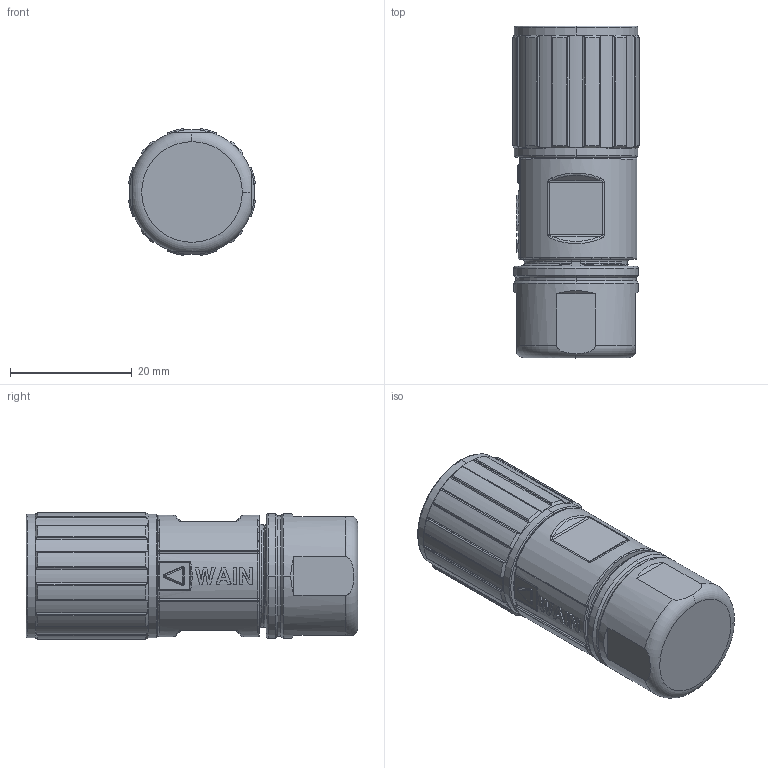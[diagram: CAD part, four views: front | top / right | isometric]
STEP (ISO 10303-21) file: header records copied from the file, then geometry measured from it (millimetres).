
FILE_DESCRIPTION((''),'2;1');
FILE_NAME('M17-F-4_SW0005','2023-12-15T',('zh.su'),(''),'PRO/ENGINEER BY PARAMETRIC TECHNOLOGY CORPORATION, 2012480','PRO/ENGINEER BY PARAMETRIC TECHNOLOGY CORPORATION, 2012480','');
FILE_SCHEMA(('CONFIG_CONTROL_DESIGN'));
Length unit declared in the file: millimetre
Products named in the file (1): M17-F-4_SW0005
Bounding box: 20.77 x 54.4 x 20.77 mm (x, y, z)
Volume: 14553.2 mm3; surface area: 7613.6 mm2
Topology: 1 solids, 4 shells, 591 faces, 1501 edges, 956 vertices
Faces by surface type: cylinder 225, plane 193, torus 63, bspline 62, cone 42, sphere 6
Entity records: 23318 total; most frequent: CARTESIAN_POINT 9565, ORIENTED_EDGE 3002, DIRECTION 2694, EDGE_CURVE 1501, AXIS2_PLACEMENT_3D 1076, VERTEX_POINT 956, EDGE_LOOP 637, FACE_OUTER_BOUND 591
